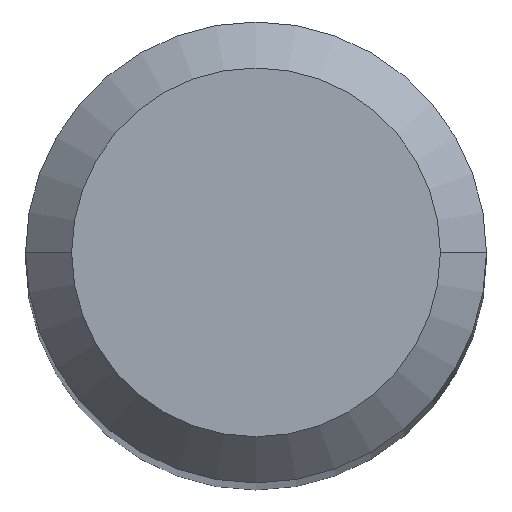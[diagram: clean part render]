
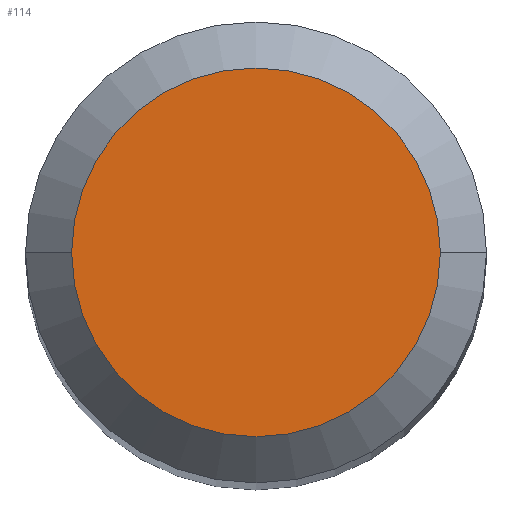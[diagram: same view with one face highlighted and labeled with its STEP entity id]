
A CAD part, top view. The second image highlights one B-rep face of the part: STEP entity #114.
In plain terms, the highlighted planar face has unit normal (0, 0, 1).
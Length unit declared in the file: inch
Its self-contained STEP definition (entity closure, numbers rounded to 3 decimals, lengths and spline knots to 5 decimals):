
#3 = VERTEX_POINT ( 'NONE', #405 ) ;
#67 = DIRECTION ( 'NONE',  ( 1., 0., 0. ) ) ;
#84 = ORIENTED_EDGE ( 'NONE', *, *, #454, .T. ) ;
#87 = DIRECTION ( 'NONE',  ( 0., 0., 1. ) ) ;
#93 = DIRECTION ( 'NONE',  ( -1., 0., 0. ) ) ;
#114 = ADVANCED_FACE ( 'NONE', ( #219 ), #327, .F. ) ;
#147 = CARTESIAN_POINT ( 'NONE',  ( -0.05, 0., 0. ) ) ;
#186 = EDGE_LOOP ( 'NONE', ( #84, #380 ) ) ;
#196 = CARTESIAN_POINT ( 'NONE',  ( 0., 0., 0. ) ) ;
#203 = CARTESIAN_POINT ( 'NONE',  ( 0., 0., 0. ) ) ;
#217 = VERTEX_POINT ( 'NONE', #147 ) ;
#219 = FACE_OUTER_BOUND ( 'NONE', #186, .T. ) ;
#229 = CIRCLE ( 'NONE', #337, 0.05 ) ;
#236 = DIRECTION ( 'NONE',  ( 1., 0., 0. ) ) ;
#267 = EDGE_CURVE ( 'NONE', #3, #217, #229, .T. ) ;
#288 = AXIS2_PLACEMENT_3D ( 'NONE', #480, #445, #93 ) ;
#327 = PLANE ( 'NONE',  #288 ) ;
#337 = AXIS2_PLACEMENT_3D ( 'NONE', #196, #408, #67 ) ;
#374 = AXIS2_PLACEMENT_3D ( 'NONE', #203, #87, #236 ) ;
#380 = ORIENTED_EDGE ( 'NONE', *, *, #267, .T. ) ;
#403 = CIRCLE ( 'NONE', #374, 0.05 ) ;
#405 = CARTESIAN_POINT ( 'NONE',  ( 0.05, 0., 0. ) ) ;
#408 = DIRECTION ( 'NONE',  ( 0., 0., 1. ) ) ;
#445 = DIRECTION ( 'NONE',  ( 0., 0., -1. ) ) ;
#454 = EDGE_CURVE ( 'NONE', #217, #3, #403, .T. ) ;
#480 = CARTESIAN_POINT ( 'NONE',  ( 0., 0., 0. ) ) ;
